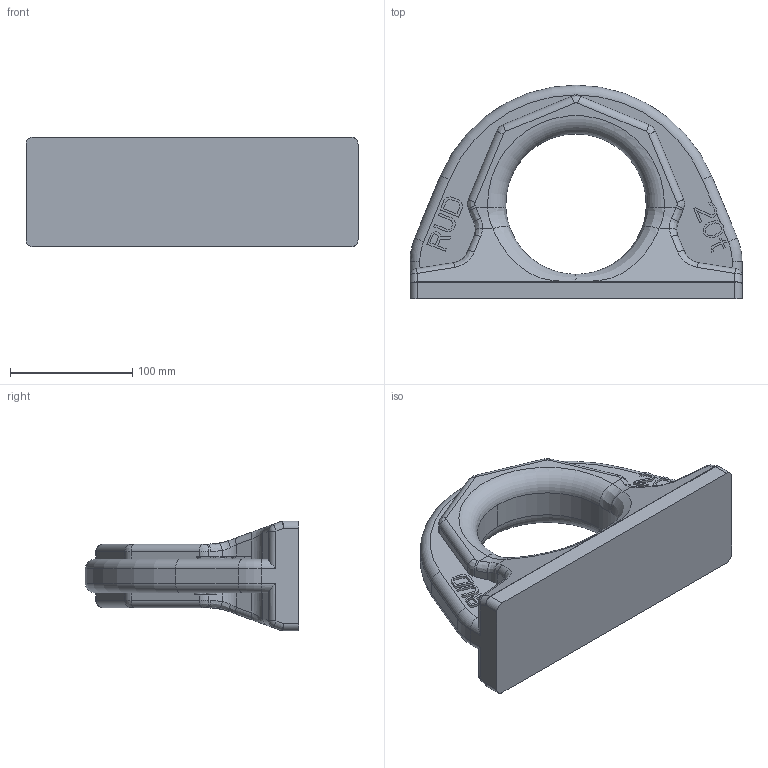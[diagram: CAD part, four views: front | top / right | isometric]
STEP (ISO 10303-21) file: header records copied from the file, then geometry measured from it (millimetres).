
FILE_DESCRIPTION((''),'2;1');
FILE_NAME('001-M34398-P-1','2019-02-22T',('anja.joas'),(''),'PRO/ENGINEER BY PARAMETRIC TECHNOLOGY CORPORATION, 2011490','PRO/ENGINEER BY PARAMETRIC TECHNOLOGY CORPORATION, 2011490','');
FILE_SCHEMA(('CONFIG_CONTROL_DESIGN'));
Length unit declared in the file: millimetre
Products named in the file (1): 001-M34398-P-1
Bounding box: 272 x 175 x 90 mm (x, y, z)
Volume: 1433304.3 mm3; surface area: 125851.8 mm2
Topology: 1 solids, 1 shells, 412 faces, 1098 edges, 702 vertices
Faces by surface type: plane 288, cylinder 74, bspline 38, torus 8, sphere 4
Entity records: 14547 total; most frequent: CARTESIAN_POINT 4449, ORIENTED_EDGE 2196, DIRECTION 1920, EDGE_CURVE 1098, VECTOR 872, LINE 872, VERTEX_POINT 702, AXIS2_PLACEMENT_3D 524
